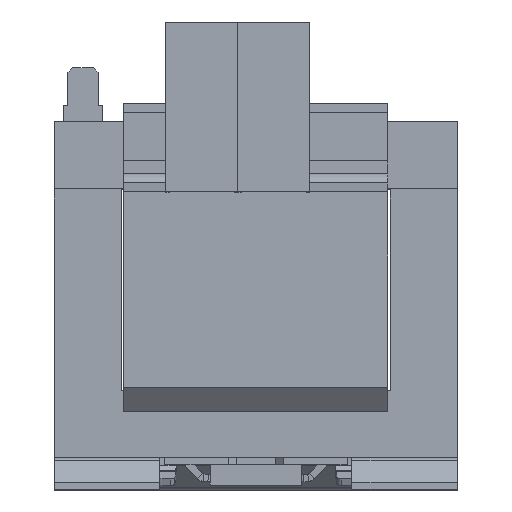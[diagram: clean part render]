
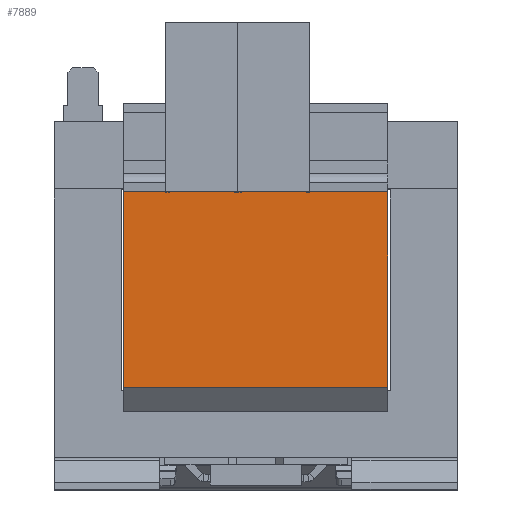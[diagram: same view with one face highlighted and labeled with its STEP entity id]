
A CAD part, top view. The second image highlights one B-rep face of the part: STEP entity #7889.
In plain terms, the highlighted planar face has unit normal (0, 0, 1).
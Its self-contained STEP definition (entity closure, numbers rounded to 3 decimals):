
#32 = VERTEX_POINT ( 'NONE', #6685 ) ;
#1210 = LINE ( 'NONE', #10837, #2051 ) ;
#1587 = CARTESIAN_POINT ( 'NONE',  ( 27.5, 20.4, 37.95 ) ) ;
#2051 = VECTOR ( 'NONE', #10794, 1000. ) ;
#2213 = EDGE_CURVE ( 'NONE', #32, #8507, #12253, .T. ) ;
#2330 = VECTOR ( 'NONE', #6392, 1000. ) ;
#2553 = PLANE ( 'NONE',  #5634 ) ;
#3091 = CARTESIAN_POINT ( 'NONE',  ( -27.5, 20.4, 37.95 ) ) ;
#3103 = VECTOR ( 'NONE', #4862, 1000. ) ;
#3375 = EDGE_CURVE ( 'NONE', #4881, #6528, #5084, .T. ) ;
#3666 = DIRECTION ( 'NONE',  ( -1., 0., 0. ) ) ;
#3821 = LINE ( 'NONE', #3091, #2330 ) ;
#4807 = DIRECTION ( 'NONE',  ( 0., 0., -1. ) ) ;
#4862 = DIRECTION ( 'NONE',  ( -1., 0., 0. ) ) ;
#4881 = VERTEX_POINT ( 'NONE', #9770 ) ;
#4930 = DIRECTION ( 'NONE',  ( -1., 0., 0. ) ) ;
#5084 = LINE ( 'NONE', #12314, #3103 ) ;
#5123 = ORIENTED_EDGE ( 'NONE', *, *, #3375, .F. ) ;
#5141 = CARTESIAN_POINT ( 'NONE',  ( -27.5, -20.4, 37.95 ) ) ;
#5634 = AXIS2_PLACEMENT_3D ( 'NONE', #1587, #4807, #3666 ) ;
#5864 = EDGE_CURVE ( 'NONE', #32, #4881, #1210, .T. ) ;
#6392 = DIRECTION ( 'NONE',  ( 0., -1., 0. ) ) ;
#6528 = VERTEX_POINT ( 'NONE', #5141 ) ;
#6565 = ORIENTED_EDGE ( 'NONE', *, *, #12056, .T. ) ;
#6633 = ORIENTED_EDGE ( 'NONE', *, *, #2213, .T. ) ;
#6685 = CARTESIAN_POINT ( 'NONE',  ( 27.5, 20.4, 37.95 ) ) ;
#7889 = ADVANCED_FACE ( 'NONE', ( #11385 ), #2553, .F. ) ;
#8078 = CARTESIAN_POINT ( 'NONE',  ( 27.5, 20.4, 37.95 ) ) ;
#8507 = VERTEX_POINT ( 'NONE', #13217 ) ;
#9091 = ORIENTED_EDGE ( 'NONE', *, *, #5864, .F. ) ;
#9438 = VECTOR ( 'NONE', #4930, 1000. ) ;
#9770 = CARTESIAN_POINT ( 'NONE',  ( 27.5, -20.4, 37.95 ) ) ;
#10794 = DIRECTION ( 'NONE',  ( 0., -1., 0. ) ) ;
#10837 = CARTESIAN_POINT ( 'NONE',  ( 27.5, 20.4, 37.95 ) ) ;
#11385 = FACE_OUTER_BOUND ( 'NONE', #11835, .T. ) ;
#11835 = EDGE_LOOP ( 'NONE', ( #6565, #5123, #9091, #6633 ) ) ;
#12056 = EDGE_CURVE ( 'NONE', #8507, #6528, #3821, .T. ) ;
#12253 = LINE ( 'NONE', #8078, #9438 ) ;
#12314 = CARTESIAN_POINT ( 'NONE',  ( 27.5, -20.4, 37.95 ) ) ;
#13217 = CARTESIAN_POINT ( 'NONE',  ( -27.5, 20.4, 37.95 ) ) ;
